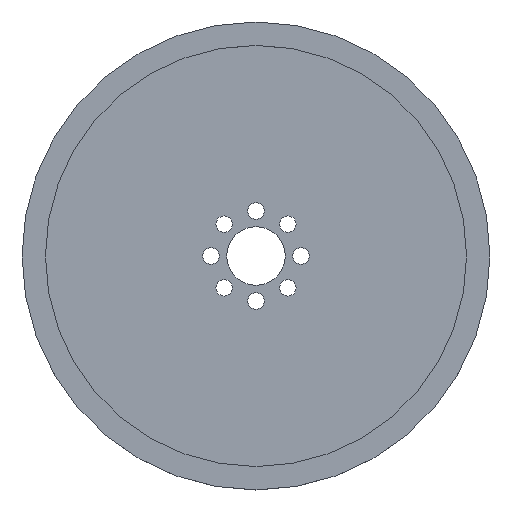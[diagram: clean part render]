
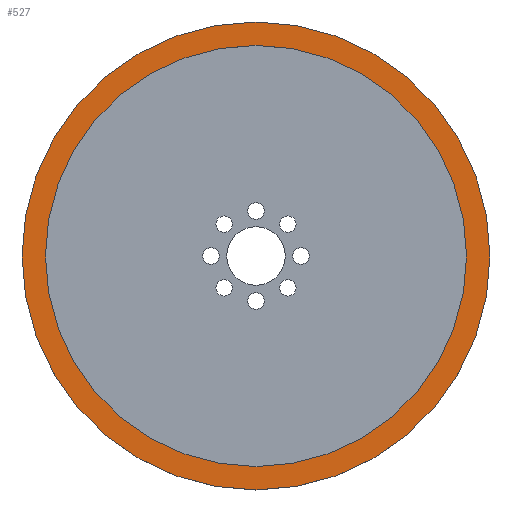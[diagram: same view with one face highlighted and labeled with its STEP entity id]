
A CAD part, top view. The second image highlights one B-rep face of the part: STEP entity #527.
In plain terms, the highlighted planar face has unit normal (0, 0, 1).
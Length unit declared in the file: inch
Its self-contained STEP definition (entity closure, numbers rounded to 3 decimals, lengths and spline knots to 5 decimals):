
#124 = AXIS2_PLACEMENT_3D ( 'NONE', #370, #271, #299 ) ;
#132 = CARTESIAN_POINT ( 'NONE',  ( 0., 0., 0.115 ) ) ;
#137 = AXIS2_PLACEMENT_3D ( 'NONE', #799, #731, #844 ) ;
#151 = DIRECTION ( 'NONE',  ( 0., 0., 1. ) ) ;
#156 = DIRECTION ( 'NONE',  ( 1., 0., 0. ) ) ;
#166 = VERTEX_POINT ( 'NONE', #735 ) ;
#189 = VERTEX_POINT ( 'NONE', #648 ) ;
#200 = CIRCLE ( 'NONE', #267, 2. ) ;
#207 = AXIS2_PLACEMENT_3D ( 'NONE', #783, #317, #379 ) ;
#228 = ORIENTED_EDGE ( 'NONE', *, *, #547, .F. ) ;
#234 = CIRCLE ( 'NONE', #261, 2. ) ;
#261 = AXIS2_PLACEMENT_3D ( 'NONE', #902, #807, #793 ) ;
#267 = AXIS2_PLACEMENT_3D ( 'NONE', #132, #151, #156 ) ;
#271 = DIRECTION ( 'NONE',  ( 0., 0., 1. ) ) ;
#289 = CARTESIAN_POINT ( 'NONE',  ( -2., 0., 0.115 ) ) ;
#299 = DIRECTION ( 'NONE',  ( 1., 0., 0. ) ) ;
#317 = DIRECTION ( 'NONE',  ( 0., 0., 1. ) ) ;
#370 = CARTESIAN_POINT ( 'NONE',  ( 0., 0., 0.115 ) ) ;
#379 = DIRECTION ( 'NONE',  ( 1., 0., 0. ) ) ;
#415 = EDGE_CURVE ( 'NONE', #189, #910, #200, .T. ) ;
#426 = EDGE_CURVE ( 'NONE', #910, #189, #234, .T. ) ;
#471 = FACE_OUTER_BOUND ( 'NONE', #1003, .T. ) ;
#473 = EDGE_CURVE ( 'NONE', #166, #1001, #521, .T. ) ;
#508 = ORIENTED_EDGE ( 'NONE', *, *, #473, .F. ) ;
#521 = CIRCLE ( 'NONE', #207, 1.8 ) ;
#527 = ADVANCED_FACE ( 'NONE', ( #471, #859 ), #818, .T. ) ;
#535 = ORIENTED_EDGE ( 'NONE', *, *, #415, .T. ) ;
#547 = EDGE_CURVE ( 'NONE', #1001, #166, #838, .T. ) ;
#553 = ORIENTED_EDGE ( 'NONE', *, *, #426, .T. ) ;
#639 = CARTESIAN_POINT ( 'NONE',  ( -1.8, 0., 0.115 ) ) ;
#648 = CARTESIAN_POINT ( 'NONE',  ( 2., 0., 0.115 ) ) ;
#731 = DIRECTION ( 'NONE',  ( 0., 0., 1. ) ) ;
#735 = CARTESIAN_POINT ( 'NONE',  ( 1.8, 0., 0.115 ) ) ;
#783 = CARTESIAN_POINT ( 'NONE',  ( 0., 0., 0.115 ) ) ;
#793 = DIRECTION ( 'NONE',  ( 1., 0., 0. ) ) ;
#799 = CARTESIAN_POINT ( 'NONE',  ( 0., 0., 0.115 ) ) ;
#807 = DIRECTION ( 'NONE',  ( 0., 0., 1. ) ) ;
#818 = PLANE ( 'NONE',  #137 ) ;
#838 = CIRCLE ( 'NONE', #124, 1.8 ) ;
#844 = DIRECTION ( 'NONE',  ( 1., 0., 0. ) ) ;
#859 = FACE_BOUND ( 'NONE', #900, .T. ) ;
#900 = EDGE_LOOP ( 'NONE', ( #228, #508 ) ) ;
#902 = CARTESIAN_POINT ( 'NONE',  ( 0., 0., 0.115 ) ) ;
#910 = VERTEX_POINT ( 'NONE', #289 ) ;
#1001 = VERTEX_POINT ( 'NONE', #639 ) ;
#1003 = EDGE_LOOP ( 'NONE', ( #553, #535 ) ) ;
